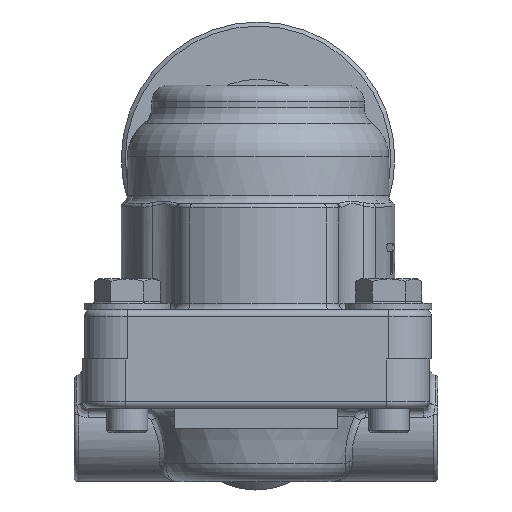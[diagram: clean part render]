
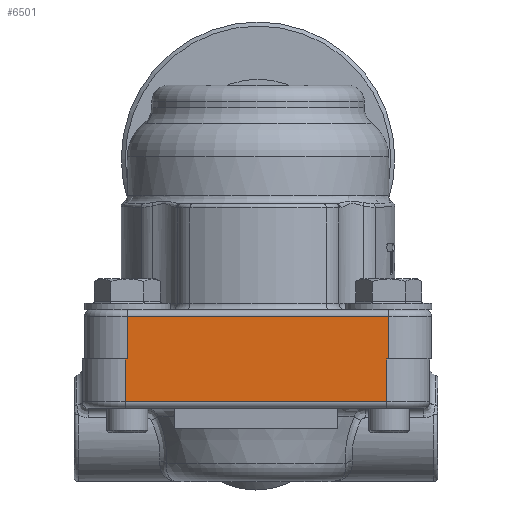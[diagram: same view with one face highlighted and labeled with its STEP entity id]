
A CAD part, left-side view. The second image highlights one B-rep face of the part: STEP entity #6501.
In plain terms, the highlighted planar face has unit normal (-1, 0, 0).
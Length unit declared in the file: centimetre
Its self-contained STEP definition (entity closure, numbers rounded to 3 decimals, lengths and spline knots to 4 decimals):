
#1377=FACE_OUTER_BOUND('',#1854,.T.);
#1854=EDGE_LOOP('',(#5640,#5641,#5642,#5643,#5644,#5645,#5646,#5647));
#2003=LINE('',#9847,#2255);
#2022=LINE('',#11045,#2274);
#2024=LINE('',#11055,#2276);
#2026=LINE('',#11061,#2278);
#2034=LINE('',#11108,#2286);
#2138=LINE('',#14144,#2390);
#2144=LINE('',#14164,#2396);
#2145=LINE('',#14167,#2397);
#2255=VECTOR('',#7896,0.05);
#2274=VECTOR('',#8129,6.4);
#2276=VECTOR('',#8145,1.05);
#2278=VECTOR('',#8151,1.05);
#2286=VECTOR('',#8183,0.05);
#2390=VECTOR('',#9023,6.4);
#2396=VECTOR('',#9053,1.05);
#2397=VECTOR('',#9058,1.05);
#2640=VERTEX_POINT('',#9833);
#2646=VERTEX_POINT('',#9845);
#2712=VERTEX_POINT('',#11035);
#2714=VERTEX_POINT('',#11043);
#2717=VERTEX_POINT('',#11059);
#2726=VERTEX_POINT('',#11106);
#2982=VERTEX_POINT('',#14138);
#2983=VERTEX_POINT('',#14142);
#3285=EDGE_CURVE('',#2646,#2640,#2003,.T.);
#3416=EDGE_CURVE('',#2712,#2714,#2022,.T.);
#3421=EDGE_CURVE('',#2646,#2714,#2024,.T.);
#3424=EDGE_CURVE('',#2717,#2712,#2026,.T.);
#3437=EDGE_CURVE('',#2726,#2717,#2034,.T.);
#3868=EDGE_CURVE('',#2983,#2982,#2138,.T.);
#3878=EDGE_CURVE('',#2640,#2983,#2144,.T.);
#3879=EDGE_CURVE('',#2982,#2726,#2145,.T.);
#5640=ORIENTED_EDGE('',*,*,#3868,.F.);
#5641=ORIENTED_EDGE('',*,*,#3878,.F.);
#5642=ORIENTED_EDGE('',*,*,#3285,.F.);
#5643=ORIENTED_EDGE('',*,*,#3421,.T.);
#5644=ORIENTED_EDGE('',*,*,#3416,.F.);
#5645=ORIENTED_EDGE('',*,*,#3424,.F.);
#5646=ORIENTED_EDGE('',*,*,#3437,.F.);
#5647=ORIENTED_EDGE('',*,*,#3879,.F.);
#5801=PLANE('',#7273);
#6501=ADVANCED_FACE('',(#1377),#5801,.T.);
#7273=AXIS2_PLACEMENT_3D('',#14168,#9059,#9060);
#7896=DIRECTION('',(0.,-1.,0.));
#8129=DIRECTION('',(0.,1.,0.));
#8145=DIRECTION('',(0.,0.,-1.));
#8151=DIRECTION('',(0.,0.,-1.));
#8183=DIRECTION('',(0.,1.,0.));
#9023=DIRECTION('',(0.,-1.,0.));
#9053=DIRECTION('',(0.,0.,1.));
#9058=DIRECTION('',(0.,0.,-1.));
#9059=DIRECTION('center_axis',(-1.,0.,0.));
#9060=DIRECTION('ref_axis',(0.,0.,1.));
#9833=CARTESIAN_POINT('',(-7.0741,10.7571,-7.1379));
#9845=CARTESIAN_POINT('',(-7.0741,10.8071,-7.1379));
#9847=CARTESIAN_POINT('',(-7.0741,10.8071,-7.1379));
#11035=CARTESIAN_POINT('',(-7.0741,4.4071,-8.1879));
#11043=CARTESIAN_POINT('',(-7.0741,10.8071,-8.1879));
#11045=CARTESIAN_POINT('',(-7.0741,9.2071,-8.1879));
#11055=CARTESIAN_POINT('',(-7.0741,10.8071,-7.1379));
#11059=CARTESIAN_POINT('',(-7.0741,4.4071,-7.1379));
#11061=CARTESIAN_POINT('',(-7.0741,4.4071,-7.1379));
#11106=CARTESIAN_POINT('',(-7.0741,4.3571,-7.1379));
#11108=CARTESIAN_POINT('',(-7.0741,3.3071,-7.1379));
#14138=CARTESIAN_POINT('',(-7.0741,4.3571,-6.0879));
#14142=CARTESIAN_POINT('',(-7.0741,10.7571,-6.0879));
#14144=CARTESIAN_POINT('',(-7.0741,5.4321,-6.0879));
#14164=CARTESIAN_POINT('',(-7.0741,10.7571,-7.1379));
#14167=CARTESIAN_POINT('',(-7.0741,4.3571,-7.1379));
#14168=CARTESIAN_POINT('Origin',(-7.0741,3.3071,-7.1379));
